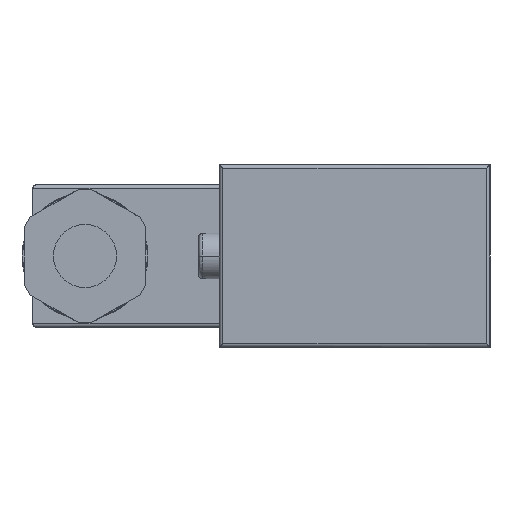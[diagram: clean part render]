
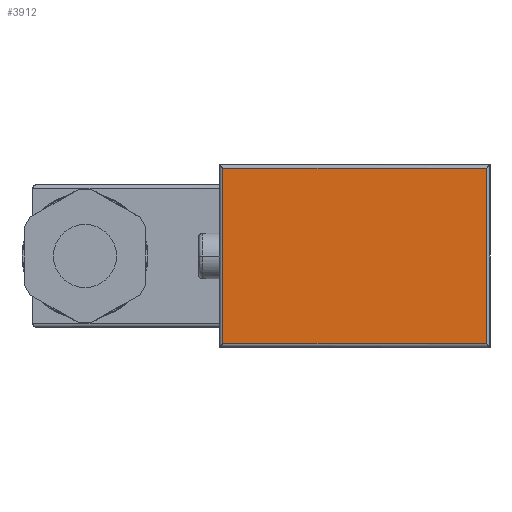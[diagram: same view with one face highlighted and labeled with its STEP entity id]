
A CAD part, left-side view. The second image highlights one B-rep face of the part: STEP entity #3912.
In plain terms, the highlighted planar face has unit normal (-1, 0, 0).
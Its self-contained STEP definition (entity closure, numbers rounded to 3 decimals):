
#127 = EDGE_CURVE ( 'NONE', #1033, #3402, #4266, .T. ) ;
#194 = CARTESIAN_POINT ( 'NONE',  ( -32.5, 19.439, -12.939 ) ) ;
#210 = VERTEX_POINT ( 'NONE', #194 ) ;
#399 = DIRECTION ( 'NONE',  ( 0., 1., 0. ) ) ;
#438 = LINE ( 'NONE', #3322, #1372 ) ;
#544 = VERTEX_POINT ( 'NONE', #3429 ) ;
#576 = DIRECTION ( 'NONE',  ( 0., 0., 1. ) ) ;
#590 = CARTESIAN_POINT ( 'NONE',  ( -32.5, 19.439, -13.435 ) ) ;
#597 = DIRECTION ( 'NONE',  ( 0., 0., -1. ) ) ;
#600 = CARTESIAN_POINT ( 'NONE',  ( -32.5, -19.439, 13.435 ) ) ;
#709 = VECTOR ( 'NONE', #597, 1000. ) ;
#755 = EDGE_LOOP ( 'NONE', ( #3816, #3679, #2173, #4802 ) ) ;
#1033 = VERTEX_POINT ( 'NONE', #3788 ) ;
#1084 = EDGE_CURVE ( 'NONE', #3402, #544, #438, .T. ) ;
#1372 = VECTOR ( 'NONE', #399, 1000. ) ;
#1397 = VECTOR ( 'NONE', #576, 1000. ) ;
#1431 = VECTOR ( 'NONE', #1866, 1000. ) ;
#1750 = AXIS2_PLACEMENT_3D ( 'NONE', #2828, #4630, #3557 ) ;
#1866 = DIRECTION ( 'NONE',  ( 0., -1., 0. ) ) ;
#1973 = EDGE_CURVE ( 'NONE', #544, #210, #4275, .T. ) ;
#2099 = CARTESIAN_POINT ( 'NONE',  ( -32.5, -19.439, 12.939 ) ) ;
#2173 = ORIENTED_EDGE ( 'NONE', *, *, #1973, .T. ) ;
#2624 = EDGE_CURVE ( 'NONE', #210, #1033, #4413, .T. ) ;
#2828 = CARTESIAN_POINT ( 'NONE',  ( -32.5, 0., 0. ) ) ;
#3194 = PLANE ( 'NONE',  #1750 ) ;
#3313 = CARTESIAN_POINT ( 'NONE',  ( -32.5, -19.935, -12.939 ) ) ;
#3322 = CARTESIAN_POINT ( 'NONE',  ( -32.5, 19.935, 12.939 ) ) ;
#3402 = VERTEX_POINT ( 'NONE', #2099 ) ;
#3429 = CARTESIAN_POINT ( 'NONE',  ( -32.5, 19.439, 12.939 ) ) ;
#3557 = DIRECTION ( 'NONE',  ( 0., 0., 1. ) ) ;
#3679 = ORIENTED_EDGE ( 'NONE', *, *, #1084, .T. ) ;
#3788 = CARTESIAN_POINT ( 'NONE',  ( -32.5, -19.439, -12.939 ) ) ;
#3816 = ORIENTED_EDGE ( 'NONE', *, *, #127, .T. ) ;
#3912 = ADVANCED_FACE ( 'NONE', ( #4427 ), #3194, .T. ) ;
#4266 = LINE ( 'NONE', #600, #1397 ) ;
#4275 = LINE ( 'NONE', #590, #709 ) ;
#4413 = LINE ( 'NONE', #3313, #1431 ) ;
#4427 = FACE_OUTER_BOUND ( 'NONE', #755, .T. ) ;
#4630 = DIRECTION ( 'NONE',  ( -1., 0., 0. ) ) ;
#4802 = ORIENTED_EDGE ( 'NONE', *, *, #2624, .T. ) ;
